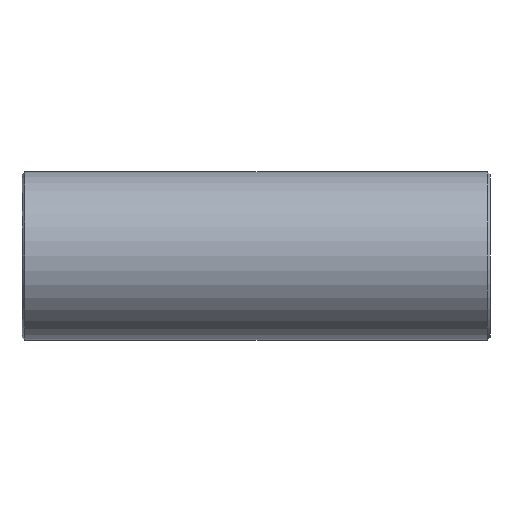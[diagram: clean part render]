
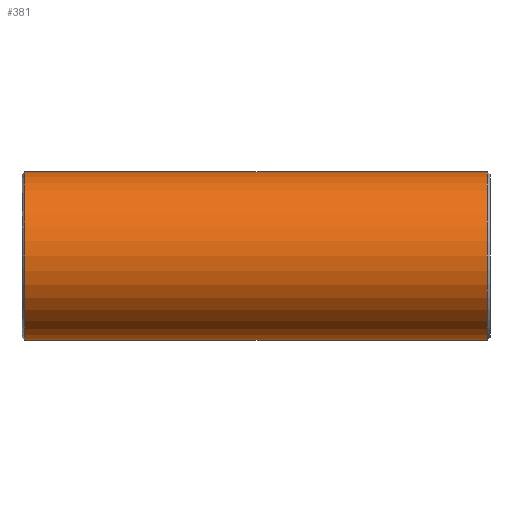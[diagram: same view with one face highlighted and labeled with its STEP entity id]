
A CAD part, left-side view. The second image highlights one B-rep face of the part: STEP entity #381.
In plain terms, the highlighted cylindrical face has radius 2.975 mm (diameter 5.95 mm), a partial arc.
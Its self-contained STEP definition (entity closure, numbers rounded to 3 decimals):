
#26 = CARTESIAN_POINT ( 'NONE',  ( 0., -8.15, -2.975 ) ) ;
#29 = LINE ( 'NONE', #109, #70 ) ;
#34 = EDGE_LOOP ( 'NONE', ( #327, #155, #337, #428 ) ) ;
#40 = DIRECTION ( 'NONE',  ( 0., -1., 0. ) ) ;
#42 = DIRECTION ( 'NONE',  ( 0., 1., 0. ) ) ;
#70 = VECTOR ( 'NONE', #216, 1000. ) ;
#86 = VERTEX_POINT ( 'NONE', #131 ) ;
#88 = VERTEX_POINT ( 'NONE', #26 ) ;
#94 = CARTESIAN_POINT ( 'NONE',  ( 0., -8.15, 2.975 ) ) ;
#109 = CARTESIAN_POINT ( 'NONE',  ( 0., 8.25, -2.975 ) ) ;
#131 = CARTESIAN_POINT ( 'NONE',  ( 0., 8.15, 2.975 ) ) ;
#138 = VECTOR ( 'NONE', #280, 1000. ) ;
#139 = AXIS2_PLACEMENT_3D ( 'NONE', #294, #42, #358 ) ;
#155 = ORIENTED_EDGE ( 'NONE', *, *, #384, .T. ) ;
#169 = AXIS2_PLACEMENT_3D ( 'NONE', #395, #251, #293 ) ;
#204 = CARTESIAN_POINT ( 'NONE',  ( 0., 8.15, -2.975 ) ) ;
#215 = VERTEX_POINT ( 'NONE', #94 ) ;
#216 = DIRECTION ( 'NONE',  ( 0., -1., 0. ) ) ;
#233 = EDGE_CURVE ( 'NONE', #86, #215, #334, .T. ) ;
#242 = CIRCLE ( 'NONE', #139, 2.975 ) ;
#251 = DIRECTION ( 'NONE',  ( 0., -1., 0. ) ) ;
#280 = DIRECTION ( 'NONE',  ( 0., -1., 0. ) ) ;
#284 = VERTEX_POINT ( 'NONE', #204 ) ;
#293 = DIRECTION ( 'NONE',  ( 0., 0., -1. ) ) ;
#294 = CARTESIAN_POINT ( 'NONE',  ( 0., -8.15, 0. ) ) ;
#310 = CARTESIAN_POINT ( 'NONE',  ( 0., 8.25, 2.975 ) ) ;
#311 = CYLINDRICAL_SURFACE ( 'NONE', #169, 2.975 ) ;
#326 = FACE_OUTER_BOUND ( 'NONE', #34, .T. ) ;
#327 = ORIENTED_EDGE ( 'NONE', *, *, #233, .F. ) ;
#331 = EDGE_CURVE ( 'NONE', #284, #88, #29, .T. ) ;
#334 = LINE ( 'NONE', #310, #138 ) ;
#337 = ORIENTED_EDGE ( 'NONE', *, *, #331, .T. ) ;
#358 = DIRECTION ( 'NONE',  ( 0., 0., 1. ) ) ;
#362 = AXIS2_PLACEMENT_3D ( 'NONE', #390, #40, #387 ) ;
#368 = EDGE_CURVE ( 'NONE', #88, #215, #242, .T. ) ;
#381 = ADVANCED_FACE ( 'NONE', ( #326 ), #311, .T. ) ;
#384 = EDGE_CURVE ( 'NONE', #86, #284, #411, .T. ) ;
#387 = DIRECTION ( 'NONE',  ( 0., 0., 1. ) ) ;
#390 = CARTESIAN_POINT ( 'NONE',  ( 0., 8.15, 0. ) ) ;
#395 = CARTESIAN_POINT ( 'NONE',  ( 0., 8.25, 0. ) ) ;
#411 = CIRCLE ( 'NONE', #362, 2.975 ) ;
#428 = ORIENTED_EDGE ( 'NONE', *, *, #368, .T. ) ;
